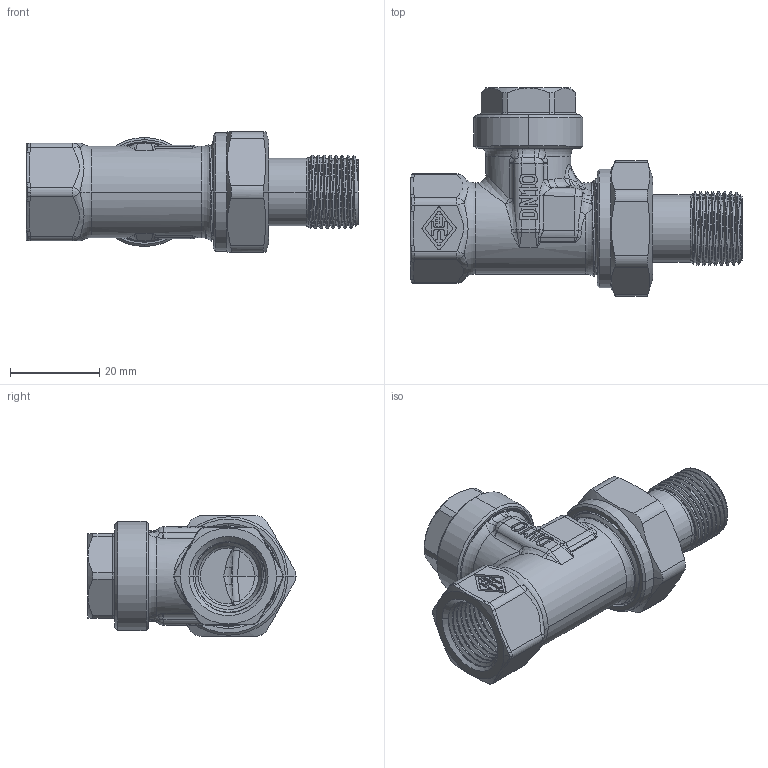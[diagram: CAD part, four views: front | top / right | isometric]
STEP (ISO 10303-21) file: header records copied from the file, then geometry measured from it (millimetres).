
FILE_DESCRIPTION((''),'2;1');
FILE_NAME('0302-01-000-GEWINDE_SW0002','2016-05-30T',('marann'),(''),'PRO/ENGINEER BY PARAMETRIC TECHNOLOGY CORPORATION, 2011490','PRO/ENGINEER BY PARAMETRIC TECHNOLOGY CORPORATION, 2011490','');
FILE_SCHEMA(('CONFIG_CONTROL_DESIGN'));
Length unit declared in the file: millimetre
Products named in the file (1): 0302-01-000-GEWINDE_SW0002
Bounding box: 74.3 x 46.57 x 27 mm (x, y, z)
Volume: 18942 mm3; surface area: 16359.2 mm2
Topology: 2 solids, 2 shells, 998 faces, 2537 edges, 1557 vertices
Faces by surface type: bspline 352, cylinder 271, plane 222, cone 86, torus 51, sphere 16
Entity records: 55552 total; most frequent: CARTESIAN_POINT 34509, ORIENTED_EDGE 5054, DIRECTION 3432, EDGE_CURVE 2527, VERTEX_POINT 1557, AXIS2_PLACEMENT_3D 1335, B_SPLINE_CURVE_WITH_KNOTS 1076, EDGE_LOOP 1028
